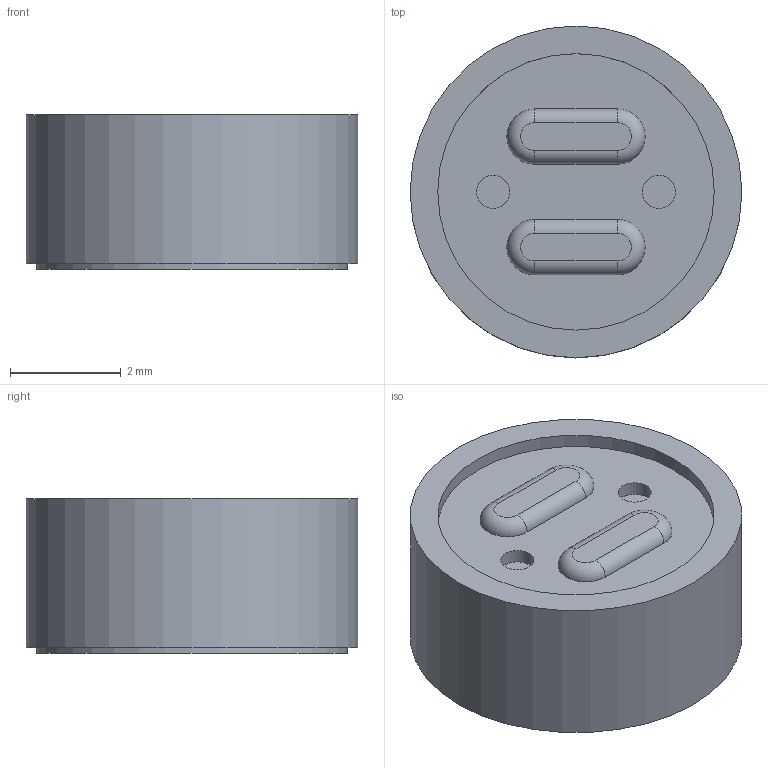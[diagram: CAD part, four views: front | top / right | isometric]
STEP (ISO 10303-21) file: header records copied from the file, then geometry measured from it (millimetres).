
FILE_DESCRIPTION(/* description */ ('Alibre Inc.'),/* implementation_level */ '2;1');
FILE_NAME(/* name */ 'export-913F1C35-B9F0-440D-9809-B74A4CB35DBE',/* time_stamp */ '2019-10-05T11:38:43-05:00',/* author */ (''),/* organization */ (''),/* preprocessor_version */ 'ST-DEVELOPER v17',/* originating_system */ 'Alibre',/* authorisation */ '');
FILE_SCHEMA (('AUTOMOTIVE_DESIGN'));
Length unit declared in the file: millimetre
Bounding box: 6 x 6 x 2.8 mm (x, y, z)
Volume: 74.8 mm3; surface area: 116.1 mm2
Topology: 1 solids, 2 shells, 24 faces, 42 edges, 28 vertices
Faces by surface type: cylinder 10, plane 10, torus 4
Full cylindrical faces by diameter (mm): 0.173 x1, 0.6 x2, 5 x1, 5.625 x1, 6 x1
Entity records: 562 total; most frequent: DIRECTION 98, CARTESIAN_POINT 88, ORIENTED_EDGE 72, AXIS2_PLACEMENT_3D 52, EDGE_CURVE 36, EDGE_LOOP 36, FACE_BOUND 36, VERTEX_POINT 28
